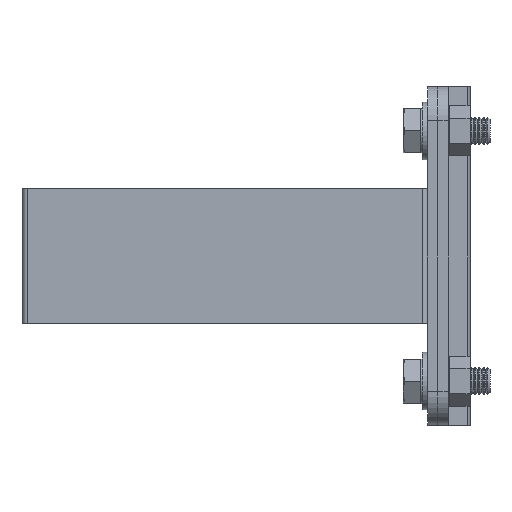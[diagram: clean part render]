
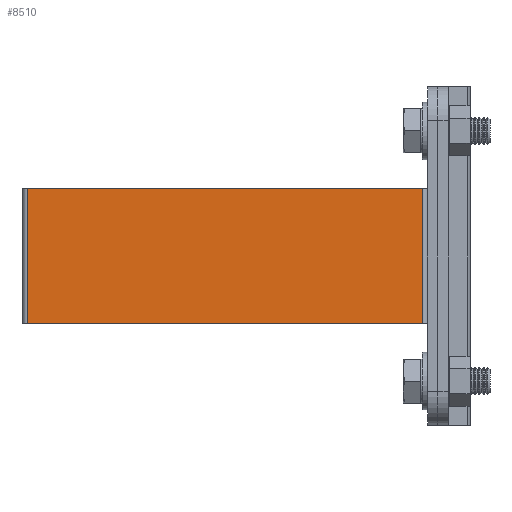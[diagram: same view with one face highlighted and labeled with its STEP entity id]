
A CAD part, left-side view. The second image highlights one B-rep face of the part: STEP entity #8510.
In plain terms, the highlighted planar face has unit normal (-1, 0, 0).
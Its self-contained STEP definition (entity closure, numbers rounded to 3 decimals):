
#609 = ORIENTED_EDGE ( 'NONE', *, *, #16207, .F. ) ;
#1421 = CARTESIAN_POINT ( 'NONE',  ( -20., 58.5, -20. ) ) ;
#1645 = LINE ( 'NONE', #8034, #1911 ) ;
#1911 = VECTOR ( 'NONE', #8275, 1000. ) ;
#2094 = ORIENTED_EDGE ( 'NONE', *, *, #6522, .T. ) ;
#4105 = EDGE_CURVE ( 'NONE', #14607, #7887, #19231, .T. ) ;
#4837 = VECTOR ( 'NONE', #13284, 1000. ) ;
#4897 = EDGE_LOOP ( 'NONE', ( #2094, #609, #7756, #19056 ) ) ;
#5894 = CARTESIAN_POINT ( 'NONE',  ( -20., 58.5, 20. ) ) ;
#6117 = PLANE ( 'NONE',  #8057 ) ;
#6522 = EDGE_CURVE ( 'NONE', #7887, #20875, #17705, .T. ) ;
#6532 = VECTOR ( 'NONE', #21617, 1000. ) ;
#7756 = ORIENTED_EDGE ( 'NONE', *, *, #18061, .F. ) ;
#7887 = VERTEX_POINT ( 'NONE', #1421 ) ;
#8034 = CARTESIAN_POINT ( 'NONE',  ( -20., -58.5, 20. ) ) ;
#8057 = AXIS2_PLACEMENT_3D ( 'NONE', #11286, #11357, #14775 ) ;
#8275 = DIRECTION ( 'NONE',  ( 0., 0., -1. ) ) ;
#8510 = ADVANCED_FACE ( 'NONE', ( #9563 ), #6117, .F. ) ;
#9563 = FACE_OUTER_BOUND ( 'NONE', #4897, .T. ) ;
#10465 = LINE ( 'NONE', #17227, #4837 ) ;
#11286 = CARTESIAN_POINT ( 'NONE',  ( -20., 58.5, 20. ) ) ;
#11357 = DIRECTION ( 'NONE',  ( 1., 0., 0. ) ) ;
#13284 = DIRECTION ( 'NONE',  ( 0., -1., 0. ) ) ;
#14607 = VERTEX_POINT ( 'NONE', #15719 ) ;
#14775 = DIRECTION ( 'NONE',  ( 0., 1., 0. ) ) ;
#15719 = CARTESIAN_POINT ( 'NONE',  ( -20., 58.5, 20. ) ) ;
#16207 = EDGE_CURVE ( 'NONE', #16803, #20875, #1645, .T. ) ;
#16803 = VERTEX_POINT ( 'NONE', #19938 ) ;
#17227 = CARTESIAN_POINT ( 'NONE',  ( -20., 58.5, 20. ) ) ;
#17705 = LINE ( 'NONE', #18063, #18775 ) ;
#18061 = EDGE_CURVE ( 'NONE', #14607, #16803, #10465, .T. ) ;
#18063 = CARTESIAN_POINT ( 'NONE',  ( -20., 58.5, -20. ) ) ;
#18775 = VECTOR ( 'NONE', #19931, 1000. ) ;
#19056 = ORIENTED_EDGE ( 'NONE', *, *, #4105, .T. ) ;
#19093 = CARTESIAN_POINT ( 'NONE',  ( -20., -58.5, -20. ) ) ;
#19231 = LINE ( 'NONE', #5894, #6532 ) ;
#19931 = DIRECTION ( 'NONE',  ( 0., -1., 0. ) ) ;
#19938 = CARTESIAN_POINT ( 'NONE',  ( -20., -58.5, 20. ) ) ;
#20875 = VERTEX_POINT ( 'NONE', #19093 ) ;
#21617 = DIRECTION ( 'NONE',  ( 0., 0., -1. ) ) ;
